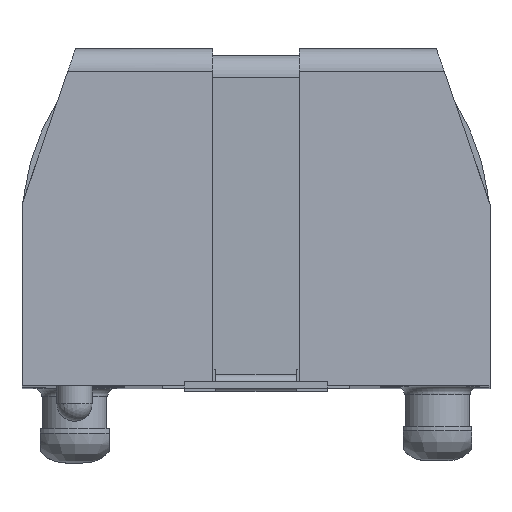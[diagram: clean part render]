
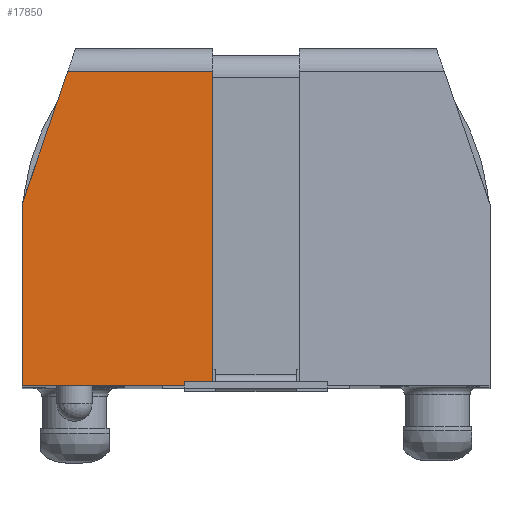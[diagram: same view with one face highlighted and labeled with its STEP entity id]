
A CAD part, top view. The second image highlights one B-rep face of the part: STEP entity #17850.
In plain terms, the highlighted planar face has unit normal (0, 0.018, 1).
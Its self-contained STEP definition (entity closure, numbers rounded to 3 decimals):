
#2537=ORIENTED_EDGE('',*,*,#5621,.T.);
#2538=ORIENTED_EDGE('',*,*,#5622,.T.);
#2539=ORIENTED_EDGE('',*,*,#5623,.T.);
#2540=ORIENTED_EDGE('',*,*,#4966,.T.);
#2541=ORIENTED_EDGE('',*,*,#4968,.T.);
#4966=EDGE_CURVE('NONE',#6749,#6750,#7971,.T.);
#4968=EDGE_CURVE('NONE',#6750,#6751,#7973,.T.);
#5621=EDGE_CURVE('NONE',#6751,#7181,#8507,.T.);
#5622=EDGE_CURVE('NONE',#7181,#7182,#8508,.T.);
#5623=EDGE_CURVE('NONE',#7182,#6749,#8509,.T.);
#6749=VERTEX_POINT('',#25444);
#6750=VERTEX_POINT('',#25446);
#6751=VERTEX_POINT('',#25450);
#7181=VERTEX_POINT('',#29567);
#7182=VERTEX_POINT('',#29571);
#7971=LINE('',#25447,#9495);
#7973=LINE('',#25451,#9497);
#8507=LINE('',#29568,#10031);
#8508=LINE('',#29570,#10032);
#8509=LINE('',#29572,#10033);
#9495=VECTOR('',#19621,1000.);
#9497=VECTOR('',#19625,1000.);
#10031=VECTOR('',#20589,1000.);
#10032=VECTOR('',#20592,1000.);
#10033=VECTOR('',#20593,1000.);
#10973=EDGE_LOOP('',(#2537,#2538,#2539,#2540,#2541));
#11731=FACE_BOUND('',#10973,.T.);
#12402=PLANE('',#18552);
#17850=ADVANCED_FACE('NONE',(#11731),#12402,.T.);
#18552=AXIS2_PLACEMENT_3D('',#29569,#20590,#20591);
#19621=DIRECTION('',(-1.,0.,0.));
#19625=DIRECTION('',(-0.326,-0.945,0.017));
#20589=DIRECTION('',(0.,-1.,0.017));
#20590=DIRECTION('',(0.,0.017,1.));
#20591=DIRECTION('',(0.,-1.,0.017));
#20592=DIRECTION('',(1.,0.,0.));
#20593=DIRECTION('',(0.,1.,-0.017));
#25444=CARTESIAN_POINT('',(6.449,3.711,35.569));
#25446=CARTESIAN_POINT('',(0.047,3.711,35.569));
#25447=CARTESIAN_POINT('',(-1.971,3.711,35.569));
#25450=CARTESIAN_POINT('',(-1.971,-2.148,35.672));
#25451=CARTESIAN_POINT('',(0.047,3.711,35.569));
#29567=CARTESIAN_POINT('',(-1.971,-10.149,35.811));
#29568=CARTESIAN_POINT('',(-1.971,-11.877,35.841));
#29569=CARTESIAN_POINT('',(-1.971,-11.877,35.841));
#29570=CARTESIAN_POINT('',(-1.971,-10.149,35.811));
#29571=CARTESIAN_POINT('',(6.449,-10.149,35.811));
#29572=CARTESIAN_POINT('',(6.449,-10.149,35.811));
